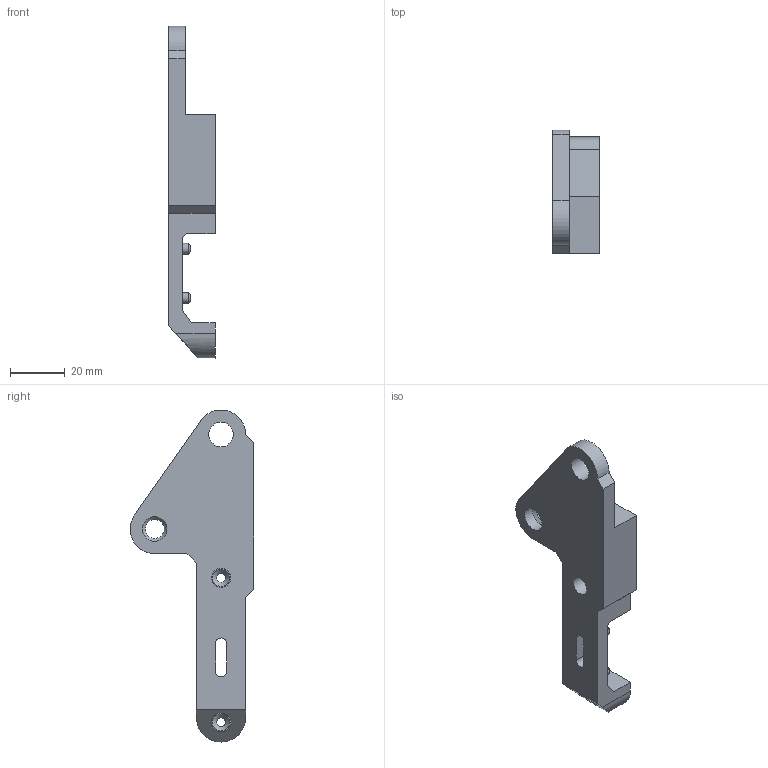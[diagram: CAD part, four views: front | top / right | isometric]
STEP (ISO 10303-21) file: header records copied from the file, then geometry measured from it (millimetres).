
FILE_DESCRIPTION(/* description */ (''),/* implementation_level */ '2;1');
FILE_NAME(/* name */ 'Arm - effector left v2 v1.step',/* time_stamp */ '2022-05-20T11:00:35-04:00',/* author */ (''),/* organization */ (''),/* preprocessor_version */ 'ST-DEVELOPER v18.1',/* originating_system */ 'Autodesk Translation Framework v10.14.0.1471',/* authorisation */ '');
FILE_SCHEMA (('AUTOMOTIVE_DESIGN { 1 0 10303 214 3 1 1 }'));
Length unit declared in the file: millimetre
Products named in the file (1): Arm - effector left v2
Bounding box: 17 x 45.28 x 121.59 mm (x, y, z)
Volume: 29910.3 mm3; surface area: 10824.4 mm2
Topology: 1 solids, 1 shells, 55 faces, 133 edges, 86 vertices
Faces by surface type: plane 29, cylinder 18, cone 8
Full cylindrical faces by diameter (mm): 3.3 x2, 3.9 x4, 7 x3, 9 x3
Entity records: 1660 total; most frequent: DIRECTION 289, CARTESIAN_POINT 275, ORIENTED_EDGE 266, EDGE_CURVE 133, AXIS2_PLACEMENT_3D 100, LINE 89, VECTOR 89, VERTEX_POINT 86
